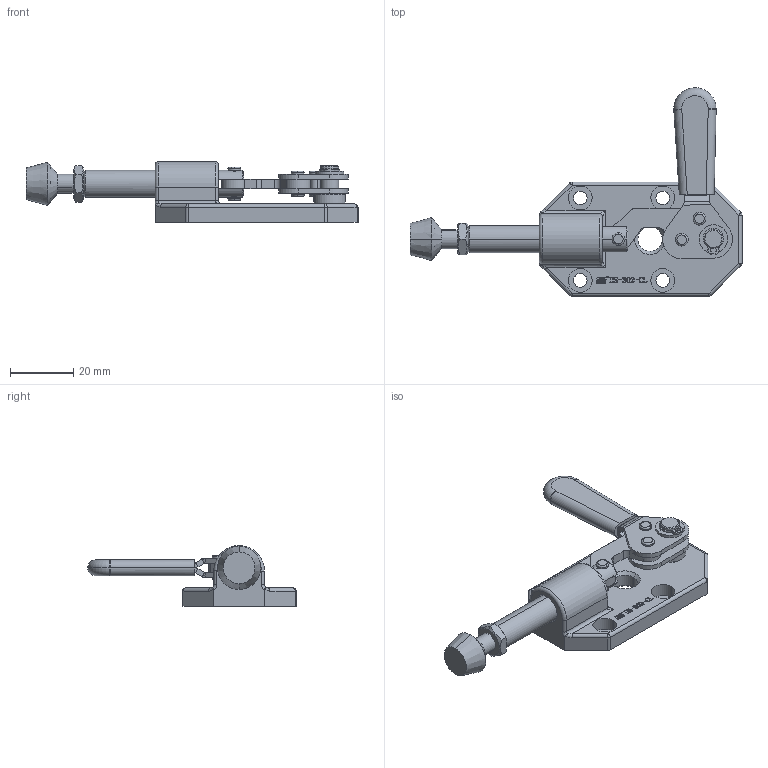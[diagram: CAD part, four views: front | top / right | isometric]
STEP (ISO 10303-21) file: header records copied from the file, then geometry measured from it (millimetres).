
FILE_DESCRIPTION (( 'STEP AP203' ), '1' );
FILE_NAME ('HS-302-CL.STEP', '2021-06-29T03:53:42', ( '微软用户' ), ( '微软中国' ), 'SwSTEP 2.0', 'SolidWorks 2012', '' );
FILE_SCHEMA (( 'CONFIG_CONTROL_DESIGN' ));
Length unit declared in the file: millimetre
Products named in the file (16): circlips for shaft--type a small gb_GB_CONNECTING_PIECE_RING_RRA 5; HS-302-CL; 种3; 菁釱; 忒梟1; 忒梟; hexagon head bolts-full thread gb_GB_FASTENER_BOLT_STBAB A M6X20-N; 种1; 菜; hex thin nuts-grades ab-chamfered gb_GB_FASTENER_NUT_STNAB M6-N; 挴裝; 揤輸; 种4; 种2; 忒參; 蟀裝
Assembly tree (15 placements, depth 2):
  HS-302-CL
    菁釱
    忒梟
    忒梟1
    种1
    种2
    种4
    揤輸
    挴裝
    蟀裝
    hexagon head bolts-full thread gb_GB_FASTENER_BOLT_STBAB A M6X20-N
    hex thin nuts-grades ab-chamfered gb_GB_FASTENER_NUT_STNAB M6-N
    忒參
    种3
    菜
    circlips for shaft--type a small gb_GB_CONNECTING_PIECE_RING_RRA 5
Bounding box: 104.7 x 65.73 x 19.15 mm (x, y, z)
Volume: 21859.2 mm3; surface area: 15881.7 mm2
Topology: 15 solids, 15 shells, 709 faces, 1791 edges, 1146 vertices
Faces by surface type: plane 303, cylinder 178, bspline 151, cone 49, torus 22, sphere 6
Entity records: 29209 total; most frequent: CARTESIAN_POINT 11223, ORIENTED_EDGE 3566, DIRECTION 3015, EDGE_CURVE 1783, VERTEX_POINT 1146, AXIS2_PLACEMENT_3D 1016, VECTOR 983, LINE 983
